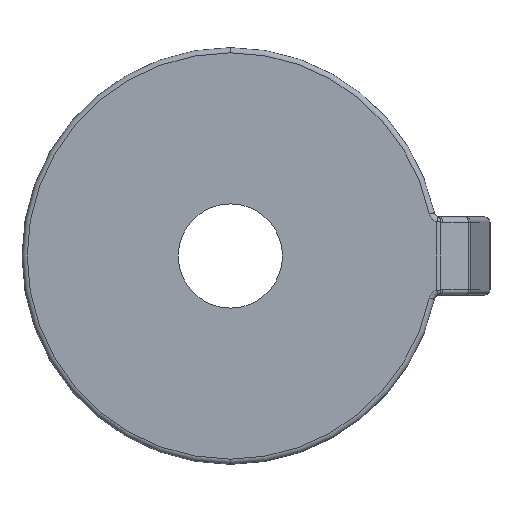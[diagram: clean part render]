
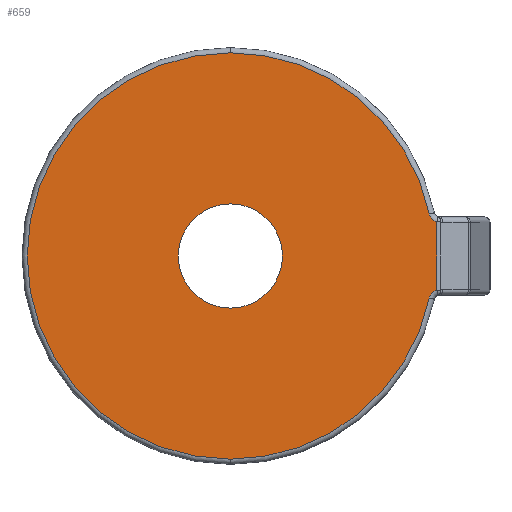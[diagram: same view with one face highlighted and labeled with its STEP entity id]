
A CAD part, front view. The second image highlights one B-rep face of the part: STEP entity #659.
In plain terms, the highlighted planar face has unit normal (0, -1, 0).
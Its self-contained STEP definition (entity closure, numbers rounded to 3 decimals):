
#41 = CARTESIAN_POINT ( 'NONE',  ( 0., 0., 0. ) ) ;
#51 = DIRECTION ( 'NONE',  ( 0., 0., 1. ) ) ;
#93 = DIRECTION ( 'NONE',  ( 0., 1., 0. ) ) ;
#96 = CARTESIAN_POINT ( 'NONE',  ( 76.305, 0., 16.171 ) ) ;
#97 = AXIS2_PLACEMENT_3D ( 'NONE', #481, #1560, #1301 ) ;
#100 = CARTESIAN_POINT ( 'NONE',  ( 79.272, 0., -13.114 ) ) ;
#127 = EDGE_LOOP ( 'NONE', ( #399, #733, #1304, #1704, #1306, #421 ) ) ;
#141 = DIRECTION ( 'NONE',  ( 0., 0., 1. ) ) ;
#170 = VERTEX_POINT ( 'NONE', #1237 ) ;
#276 = EDGE_CURVE ( 'NONE', #897, #291, #1117, .T. ) ;
#291 = VERTEX_POINT ( 'NONE', #1253 ) ;
#317 = DIRECTION ( 'NONE',  ( 0., 0., 1. ) ) ;
#330 = AXIS2_PLACEMENT_3D ( 'NONE', #1669, #841, #51 ) ;
#363 = EDGE_CURVE ( 'NONE', #291, #1367, #1607, .T. ) ;
#377 = CIRCLE ( 'NONE', #330, 20. ) ;
#399 = ORIENTED_EDGE ( 'NONE', *, *, #363, .T. ) ;
#403 = AXIS2_PLACEMENT_3D ( 'NONE', #1161, #93, #1155 ) ;
#421 = ORIENTED_EDGE ( 'NONE', *, *, #276, .T. ) ;
#461 = VERTEX_POINT ( 'NONE', #1000 ) ;
#474 = PLANE ( 'NONE',  #1590 ) ;
#481 = CARTESIAN_POINT ( 'NONE',  ( 0., 0., 0. ) ) ;
#489 = DIRECTION ( 'NONE',  ( 0., 1., 0. ) ) ;
#494 = VECTOR ( 'NONE', #606, 1000. ) ;
#507 = EDGE_CURVE ( 'NONE', #1269, #1287, #377, .T. ) ;
#595 = CARTESIAN_POINT ( 'NONE',  ( 0., 0., 0. ) ) ;
#599 = FACE_OUTER_BOUND ( 'NONE', #127, .T. ) ;
#606 = DIRECTION ( 'NONE',  ( 0., 0., 1. ) ) ;
#637 = CARTESIAN_POINT ( 'NONE',  ( 0., 0., -78. ) ) ;
#645 = EDGE_CURVE ( 'NONE', #1287, #1269, #1185, .T. ) ;
#659 = ADVANCED_FACE ( 'NONE', ( #599, #1142 ), #474, .F. ) ;
#665 = VERTEX_POINT ( 'NONE', #96 ) ;
#672 = AXIS2_PLACEMENT_3D ( 'NONE', #41, #1124, #317 ) ;
#721 = CIRCLE ( 'NONE', #887, 4. ) ;
#733 = ORIENTED_EDGE ( 'NONE', *, *, #1257, .T. ) ;
#792 = ORIENTED_EDGE ( 'NONE', *, *, #645, .T. ) ;
#841 = DIRECTION ( 'NONE',  ( 0., 1., 0. ) ) ;
#847 = AXIS2_PLACEMENT_3D ( 'NONE', #595, #1401, #1395 ) ;
#848 = LINE ( 'NONE', #1420, #494 ) ;
#858 = CARTESIAN_POINT ( 'NONE',  ( 0., 0., -20. ) ) ;
#886 = CARTESIAN_POINT ( 'NONE',  ( 0., 0., 0. ) ) ;
#887 = AXIS2_PLACEMENT_3D ( 'NONE', #934, #1234, #141 ) ;
#892 = EDGE_CURVE ( 'NONE', #665, #170, #1094, .T. ) ;
#897 = VERTEX_POINT ( 'NONE', #637 ) ;
#899 = ORIENTED_EDGE ( 'NONE', *, *, #507, .T. ) ;
#901 = EDGE_LOOP ( 'NONE', ( #792, #899 ) ) ;
#934 = CARTESIAN_POINT ( 'NONE',  ( 80.218, 0., 17. ) ) ;
#999 = CARTESIAN_POINT ( 'NONE',  ( 0., 0., 20. ) ) ;
#1000 = CARTESIAN_POINT ( 'NONE',  ( 79.272, 0., 13.114 ) ) ;
#1021 = CARTESIAN_POINT ( 'NONE',  ( 0., 0., 0. ) ) ;
#1047 = CIRCLE ( 'NONE', #672, 78. ) ;
#1088 = EDGE_CURVE ( 'NONE', #170, #897, #1047, .T. ) ;
#1094 = CIRCLE ( 'NONE', #1353, 78. ) ;
#1117 = CIRCLE ( 'NONE', #847, 78. ) ;
#1124 = DIRECTION ( 'NONE',  ( 0., -1., 0. ) ) ;
#1142 = FACE_BOUND ( 'NONE', #901, .T. ) ;
#1155 = DIRECTION ( 'NONE',  ( 0., 0., 1. ) ) ;
#1161 = CARTESIAN_POINT ( 'NONE',  ( 80.218, 0., -17. ) ) ;
#1164 = DIRECTION ( 'NONE',  ( 0., 0., 1. ) ) ;
#1176 = DIRECTION ( 'NONE',  ( 0., 0., 1. ) ) ;
#1185 = CIRCLE ( 'NONE', #97, 20. ) ;
#1234 = DIRECTION ( 'NONE',  ( 0., 1., 0. ) ) ;
#1237 = CARTESIAN_POINT ( 'NONE',  ( 0., 0., 78. ) ) ;
#1253 = CARTESIAN_POINT ( 'NONE',  ( 76.305, 0., -16.171 ) ) ;
#1257 = EDGE_CURVE ( 'NONE', #1367, #461, #848, .T. ) ;
#1269 = VERTEX_POINT ( 'NONE', #999 ) ;
#1287 = VERTEX_POINT ( 'NONE', #858 ) ;
#1301 = DIRECTION ( 'NONE',  ( 0., 0., 1. ) ) ;
#1304 = ORIENTED_EDGE ( 'NONE', *, *, #1570, .T. ) ;
#1306 = ORIENTED_EDGE ( 'NONE', *, *, #1088, .T. ) ;
#1353 = AXIS2_PLACEMENT_3D ( 'NONE', #886, #1567, #1176 ) ;
#1367 = VERTEX_POINT ( 'NONE', #100 ) ;
#1395 = DIRECTION ( 'NONE',  ( 0., 0., 1. ) ) ;
#1401 = DIRECTION ( 'NONE',  ( 0., -1., 0. ) ) ;
#1420 = CARTESIAN_POINT ( 'NONE',  ( 79.272, 0., 0. ) ) ;
#1560 = DIRECTION ( 'NONE',  ( 0., 1., 0. ) ) ;
#1567 = DIRECTION ( 'NONE',  ( 0., -1., 0. ) ) ;
#1570 = EDGE_CURVE ( 'NONE', #461, #665, #721, .T. ) ;
#1590 = AXIS2_PLACEMENT_3D ( 'NONE', #1021, #489, #1164 ) ;
#1607 = CIRCLE ( 'NONE', #403, 4. ) ;
#1669 = CARTESIAN_POINT ( 'NONE',  ( 0., 0., 0. ) ) ;
#1704 = ORIENTED_EDGE ( 'NONE', *, *, #892, .T. ) ;
